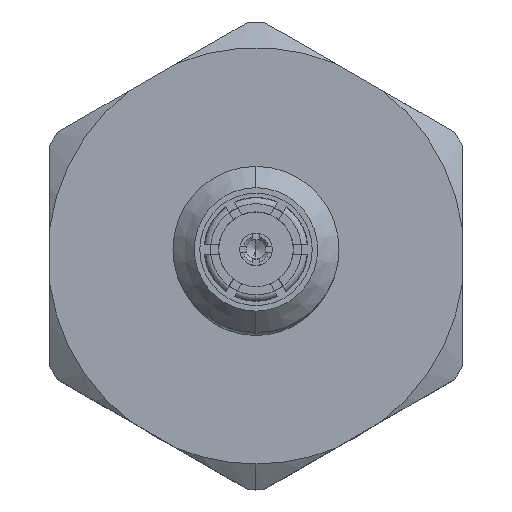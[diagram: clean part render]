
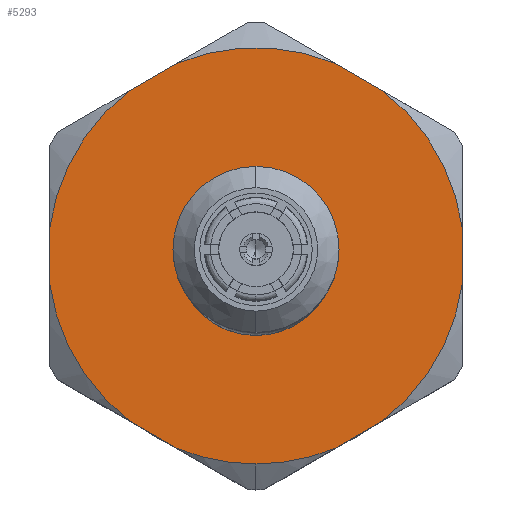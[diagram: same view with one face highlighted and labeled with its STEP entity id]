
A CAD part, top view. The second image highlights one B-rep face of the part: STEP entity #5293.
In plain terms, the highlighted face is planar.
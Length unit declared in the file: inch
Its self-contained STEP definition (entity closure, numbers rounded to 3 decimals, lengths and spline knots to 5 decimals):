
#231 = ORIENTED_EDGE ( 'NONE', *, *, #7657, .T. ) ;
#242 = ORIENTED_EDGE ( 'NONE', *, *, #4380, .T. ) ;
#296 = VERTEX_POINT ( 'NONE', #6138 ) ;
#309 = ORIENTED_EDGE ( 'NONE', *, *, #8131, .T. ) ;
#351 = AXIS2_PLACEMENT_3D ( 'NONE', #2226, #3977, #3360 ) ;
#359 = DIRECTION ( 'NONE',  ( 0., 1., 0. ) ) ;
#430 = AXIS2_PLACEMENT_3D ( 'NONE', #2641, #4558, #1466 ) ;
#447 = CARTESIAN_POINT ( 'NONE',  ( 0.366, 0.041, 0. ) ) ;
#512 = AXIS2_PLACEMENT_3D ( 'NONE', #6150, #5656, #2479 ) ;
#584 = AXIS2_PLACEMENT_3D ( 'NONE', #5672, #8190, #6403 ) ;
#630 = EDGE_CURVE ( 'NONE', #6118, #2639, #5620, .T. ) ;
#735 = ORIENTED_EDGE ( 'NONE', *, *, #5680, .T. ) ;
#977 = DIRECTION ( 'NONE',  ( 1., 0., 0. ) ) ;
#1064 = DIRECTION ( 'NONE',  ( 0., 1., 0. ) ) ;
#1129 = CIRCLE ( 'NONE', #3649, 0.1261 ) ;
#1466 = DIRECTION ( 'NONE',  ( 0., 1., 0. ) ) ;
#1484 = ORIENTED_EDGE ( 'NONE', *, *, #1708, .F. ) ;
#1575 = VERTEX_POINT ( 'NONE', #6553 ) ;
#1628 = VECTOR ( 'NONE', #2466, 39.37008 ) ;
#1638 = ORIENTED_EDGE ( 'NONE', *, *, #3974, .T. ) ;
#1694 = VERTEX_POINT ( 'NONE', #447 ) ;
#1708 = EDGE_CURVE ( 'NONE', #7353, #1694, #7760, .T. ) ;
#1765 = ORIENTED_EDGE ( 'NONE', *, *, #4772, .T. ) ;
#1906 = AXIS2_PLACEMENT_3D ( 'NONE', #6652, #977, #1064 ) ;
#1969 = CARTESIAN_POINT ( 'NONE',  ( 0.366, 0.01658, 0.125 ) ) ;
#1989 = VERTEX_POINT ( 'NONE', #5798 ) ;
#2023 = CARTESIAN_POINT ( 'NONE',  ( 0.366, 0.13978, 0.0079 ) ) ;
#2226 = CARTESIAN_POINT ( 'NONE',  ( 0.366, 0., 0. ) ) ;
#2236 = DIRECTION ( 'NONE',  ( 1., 0., 0. ) ) ;
#2420 = LINE ( 'NONE', #6746, #6310 ) ;
#2434 = EDGE_CURVE ( 'NONE', #8182, #7205, #4194, .T. ) ;
#2437 = CARTESIAN_POINT ( 'NONE',  ( 0.366, 0.1261, -0.125 ) ) ;
#2447 = CIRCLE ( 'NONE', #430, 0.1261 ) ;
#2466 = DIRECTION ( 'NONE',  ( 0., -1., 0. ) ) ;
#2479 = DIRECTION ( 'NONE',  ( 0., 1., 0. ) ) ;
#2512 = ORIENTED_EDGE ( 'NONE', *, *, #8192, .T. ) ;
#2639 = VERTEX_POINT ( 'NONE', #7357 ) ;
#2641 = CARTESIAN_POINT ( 'NONE',  ( 0.366, 0., 0. ) ) ;
#2723 = DIRECTION ( 'NONE',  ( 0., -0.5, 0.866 ) ) ;
#2767 = CIRCLE ( 'NONE', #512, 0.1261 ) ;
#2782 = DIRECTION ( 'NONE',  ( 1., 0., 0. ) ) ;
#2786 = CARTESIAN_POINT ( 'NONE',  ( 0.366, -0.041, 0. ) ) ;
#2817 = CARTESIAN_POINT ( 'NONE',  ( 0.366, 0., 0. ) ) ;
#2884 = EDGE_CURVE ( 'NONE', #2639, #3474, #2767, .T. ) ;
#2957 = LINE ( 'NONE', #6022, #4270 ) ;
#3122 = ORIENTED_EDGE ( 'NONE', *, *, #630, .T. ) ;
#3140 = AXIS2_PLACEMENT_3D ( 'NONE', #3584, #2236, #7269 ) ;
#3298 = CARTESIAN_POINT ( 'NONE',  ( 0.366, -0.09996, 0.07686 ) ) ;
#3340 = LINE ( 'NONE', #2023, #3915 ) ;
#3360 = DIRECTION ( 'NONE',  ( 0., 1., 0. ) ) ;
#3471 = ORIENTED_EDGE ( 'NONE', *, *, #4068, .F. ) ;
#3474 = VERTEX_POINT ( 'NONE', #4665 ) ;
#3532 = AXIS2_PLACEMENT_3D ( 'NONE', #5166, #7695, #5761 ) ;
#3556 = CARTESIAN_POINT ( 'NONE',  ( 0.366, -0.11655, 0.04814 ) ) ;
#3584 = CARTESIAN_POINT ( 'NONE',  ( 0.366, 0.1261, 0. ) ) ;
#3627 = DIRECTION ( 'NONE',  ( 1., 0., 0. ) ) ;
#3649 = AXIS2_PLACEMENT_3D ( 'NONE', #3810, #5236, #6340 ) ;
#3810 = CARTESIAN_POINT ( 'NONE',  ( 0.366, 0., 0. ) ) ;
#3915 = VECTOR ( 'NONE', #2723, 39.37008 ) ;
#3974 = EDGE_CURVE ( 'NONE', #7852, #4957, #7880, .T. ) ;
#3977 = DIRECTION ( 'NONE',  ( 1., 0., 0. ) ) ;
#4053 = DIRECTION ( 'NONE',  ( 0., 0.5, -0.866 ) ) ;
#4068 = EDGE_CURVE ( 'NONE', #1694, #7353, #7726, .T. ) ;
#4090 = ORIENTED_EDGE ( 'NONE', *, *, #2434, .T. ) ;
#4194 = CIRCLE ( 'NONE', #7903, 0.1261 ) ;
#4197 = CARTESIAN_POINT ( 'NONE',  ( 0.366, 0.11655, -0.04814 ) ) ;
#4236 = DIRECTION ( 'NONE',  ( 0., 1., 0. ) ) ;
#4270 = VECTOR ( 'NONE', #7264, 39.37008 ) ;
#4380 = EDGE_CURVE ( 'NONE', #4957, #1989, #3340, .T. ) ;
#4419 = EDGE_CURVE ( 'NONE', #1989, #5619, #1129, .T. ) ;
#4558 = DIRECTION ( 'NONE',  ( 1., 0., 0. ) ) ;
#4568 = AXIS2_PLACEMENT_3D ( 'NONE', #2817, #2782, #359 ) ;
#4665 = CARTESIAN_POINT ( 'NONE',  ( 0.366, -0.11655, -0.04814 ) ) ;
#4729 = FACE_BOUND ( 'NONE', #8167, .T. ) ;
#4772 = EDGE_CURVE ( 'NONE', #3474, #6538, #5811, .T. ) ;
#4957 = VERTEX_POINT ( 'NONE', #5387 ) ;
#5166 = CARTESIAN_POINT ( 'NONE',  ( 0.366, 0., 0. ) ) ;
#5236 = DIRECTION ( 'NONE',  ( 1., 0., 0. ) ) ;
#5257 = CARTESIAN_POINT ( 'NONE',  ( 0.366, -0.07673, -0.1171 ) ) ;
#5293 = ADVANCED_FACE ( 'NONE', ( #4729, #5983 ), #7957, .T. ) ;
#5387 = CARTESIAN_POINT ( 'NONE',  ( 0.366, 0.11655, 0.04814 ) ) ;
#5395 = EDGE_CURVE ( 'NONE', #1575, #296, #8002, .T. ) ;
#5457 = CIRCLE ( 'NONE', #1906, 0.1261 ) ;
#5530 = CARTESIAN_POINT ( 'NONE',  ( 0.366, 0., 0. ) ) ;
#5619 = VERTEX_POINT ( 'NONE', #1969 ) ;
#5620 = CIRCLE ( 'NONE', #584, 0.1261 ) ;
#5656 = DIRECTION ( 'NONE',  ( 1., 0., 0. ) ) ;
#5672 = CARTESIAN_POINT ( 'NONE',  ( 0.366, 0., 0. ) ) ;
#5680 = EDGE_CURVE ( 'NONE', #7205, #6118, #2420, .T. ) ;
#5761 = DIRECTION ( 'NONE',  ( 0., 1., 0. ) ) ;
#5798 = CARTESIAN_POINT ( 'NONE',  ( 0.366, 0.09996, 0.07686 ) ) ;
#5811 = LINE ( 'NONE', #5257, #6544 ) ;
#5902 = VECTOR ( 'NONE', #4236, 39.37008 ) ;
#5977 = CARTESIAN_POINT ( 'NONE',  ( 0.366, -0.01658, 0.125 ) ) ;
#5983 = FACE_OUTER_BOUND ( 'NONE', #7191, .T. ) ;
#6022 = CARTESIAN_POINT ( 'NONE',  ( 0.366, 0.13978, -0.0079 ) ) ;
#6030 = CARTESIAN_POINT ( 'NONE',  ( 0.366, -0.09996, -0.07686 ) ) ;
#6118 = VERTEX_POINT ( 'NONE', #3556 ) ;
#6138 = CARTESIAN_POINT ( 'NONE',  ( 0.366, 0.01658, -0.125 ) ) ;
#6150 = CARTESIAN_POINT ( 'NONE',  ( 0.366, 0., 0. ) ) ;
#6155 = DIRECTION ( 'NONE',  ( 0., 1., 0. ) ) ;
#6310 = VECTOR ( 'NONE', #6789, 39.37008 ) ;
#6340 = DIRECTION ( 'NONE',  ( 0., 1., 0. ) ) ;
#6403 = DIRECTION ( 'NONE',  ( 0., 1., 0. ) ) ;
#6538 = VERTEX_POINT ( 'NONE', #6030 ) ;
#6544 = VECTOR ( 'NONE', #4053, 39.37008 ) ;
#6553 = CARTESIAN_POINT ( 'NONE',  ( 0.366, -0.01658, -0.125 ) ) ;
#6599 = CARTESIAN_POINT ( 'NONE',  ( 0.366, 0.09996, -0.07686 ) ) ;
#6652 = CARTESIAN_POINT ( 'NONE',  ( 0.366, 0., 0. ) ) ;
#6746 = CARTESIAN_POINT ( 'NONE',  ( 0.366, -0.07673, 0.1171 ) ) ;
#6789 = DIRECTION ( 'NONE',  ( 0., -0.5, -0.866 ) ) ;
#6871 = ORIENTED_EDGE ( 'NONE', *, *, #4419, .T. ) ;
#6890 = ORIENTED_EDGE ( 'NONE', *, *, #7781, .T. ) ;
#6928 = CARTESIAN_POINT ( 'NONE',  ( 0.366, 0.1261, 0.125 ) ) ;
#7149 = VERTEX_POINT ( 'NONE', #6599 ) ;
#7191 = EDGE_LOOP ( 'NONE', ( #1638, #242, #6871, #231, #4090, #735, #3122, #8198, #1765, #6890, #7479, #309, #2512 ) ) ;
#7205 = VERTEX_POINT ( 'NONE', #3298 ) ;
#7264 = DIRECTION ( 'NONE',  ( 0., 0.5, 0.866 ) ) ;
#7269 = DIRECTION ( 'NONE',  ( 0., 1., 0. ) ) ;
#7353 = VERTEX_POINT ( 'NONE', #2786 ) ;
#7357 = CARTESIAN_POINT ( 'NONE',  ( 0.366, -0.1261, 0. ) ) ;
#7479 = ORIENTED_EDGE ( 'NONE', *, *, #5395, .T. ) ;
#7657 = EDGE_CURVE ( 'NONE', #5619, #8182, #8080, .T. ) ;
#7695 = DIRECTION ( 'NONE',  ( 1., 0., 0. ) ) ;
#7726 = CIRCLE ( 'NONE', #4568, 0.041 ) ;
#7760 = CIRCLE ( 'NONE', #351, 0.041 ) ;
#7781 = EDGE_CURVE ( 'NONE', #6538, #1575, #5457, .T. ) ;
#7852 = VERTEX_POINT ( 'NONE', #4197 ) ;
#7880 = CIRCLE ( 'NONE', #3532, 0.1261 ) ;
#7903 = AXIS2_PLACEMENT_3D ( 'NONE', #5530, #3627, #6155 ) ;
#7957 = PLANE ( 'NONE',  #3140 ) ;
#8002 = LINE ( 'NONE', #2437, #5902 ) ;
#8080 = LINE ( 'NONE', #6928, #1628 ) ;
#8131 = EDGE_CURVE ( 'NONE', #296, #7149, #2447, .T. ) ;
#8167 = EDGE_LOOP ( 'NONE', ( #3471, #1484 ) ) ;
#8182 = VERTEX_POINT ( 'NONE', #5977 ) ;
#8190 = DIRECTION ( 'NONE',  ( 1., 0., 0. ) ) ;
#8192 = EDGE_CURVE ( 'NONE', #7149, #7852, #2957, .T. ) ;
#8198 = ORIENTED_EDGE ( 'NONE', *, *, #2884, .T. ) ;
